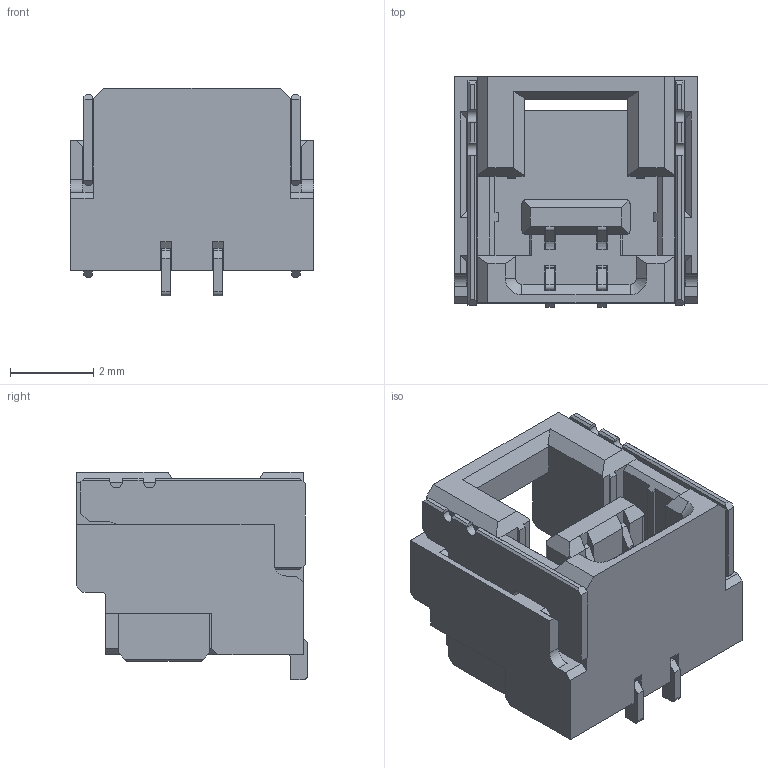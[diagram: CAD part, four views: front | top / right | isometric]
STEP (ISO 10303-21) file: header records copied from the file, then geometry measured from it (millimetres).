
FILE_DESCRIPTION((''),'2;1');
FILE_NAME('5023860270','2008-09-22T',('gga'),(''),'PRO/ENGINEER BY PARAMETRIC TECHNOLOGY CORPORATION, 2003451','PRO/ENGINEER BY PARAMETRIC TECHNOLOGY CORPORATION, 2003451','');
FILE_SCHEMA(('CONFIG_CONTROL_DESIGN'));
Length unit declared in the file: millimetre
Products named in the file (1): 5023860270
Bounding box: 5.85 x 5.55 x 5 mm (x, y, z)
Volume: 77.1 mm3; surface area: 335.2 mm2
Topology: 1 solids, 1 shells, 328 faces, 1038 edges, 684 vertices
Faces by surface type: plane 282, cylinder 44, cone 2
Entity records: 11377 total; most frequent: CARTESIAN_POINT 2061, ORIENTED_EDGE 2044, DIRECTION 1774, EDGE_CURVE 1022, VECTOR 944, LINE 944, VERTEX_POINT 668, AXIS2_PLACEMENT_3D 415
